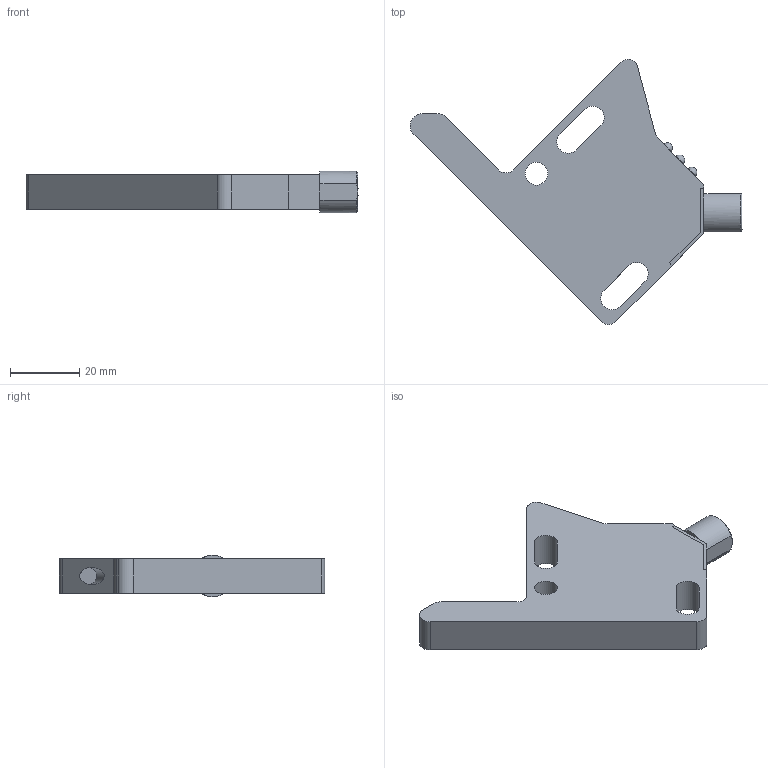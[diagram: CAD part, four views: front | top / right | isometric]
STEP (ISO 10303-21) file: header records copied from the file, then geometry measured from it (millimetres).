
FILE_DESCRIPTION((''),'2;1');
FILE_NAME('OGL 50_31_RIBS.stp','2009-02-02T09:55:06',('User'),(''),'Autodesk Inventor 10','Autodesk Inventor 10','');
FILE_SCHEMA(('AUTOMOTIVE_DESIGN { 1 0 10303 214 1 1 1 1 }'));
Length unit declared in the file: millimetre
Products named in the file (3): OGL 50_31_RIBS; OGL 50_31; Stecker M12 OGL Auto V1
Assembly tree (2 placements, depth 2):
  OGL 50_31_RIBS
    OGL 50_31
    Stecker M12 OGL Auto V1
Bounding box: 96.03 x 76.69 x 12 mm (x, y, z)
Volume: 27550.4 mm3; surface area: 10571.8 mm2
Topology: 2 solids, 2 shells, 168 faces, 430 edges, 276 vertices
Faces by surface type: plane 141, cylinder 22, sphere 3, cone 2
Full cylindrical faces by diameter (mm): 5 x1, 5.1 x1, 6.6 x1, 7.5 x1, 9.45 x1, 10 x1
Entity records: 5026 total; most frequent: CARTESIAN_POINT 883, ORIENTED_EDGE 828, DIRECTION 820, EDGE_CURVE 414, VECTOR 346, LINE 346, VERTEX_POINT 272, AXIS2_PLACEMENT_3D 237
